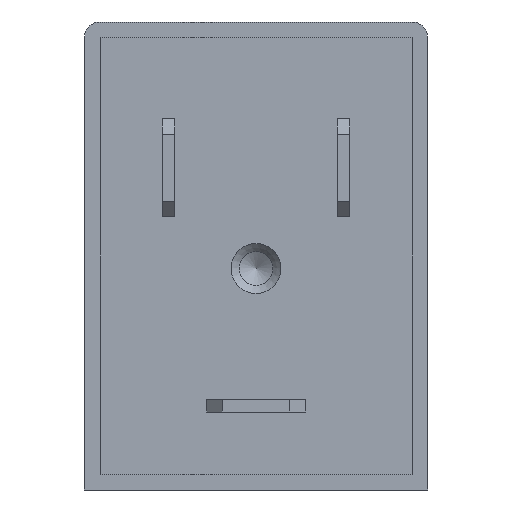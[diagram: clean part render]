
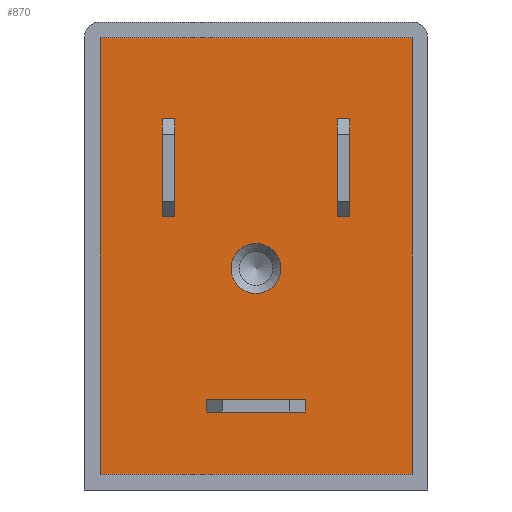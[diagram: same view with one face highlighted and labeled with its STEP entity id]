
A CAD part, front view. The second image highlights one B-rep face of the part: STEP entity #870.
In plain terms, the highlighted planar face has unit normal (0, -1, 0).
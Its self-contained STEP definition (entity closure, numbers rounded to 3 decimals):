
#64=FACE_BOUND('',#384,.T.);
#65=FACE_BOUND('',#385,.T.);
#66=FACE_BOUND('',#386,.T.);
#67=FACE_BOUND('',#387,.T.);
#68=FACE_BOUND('',#388,.T.);
#104=PLANE('',#943);
#137=LINE('',#1288,#220);
#143=LINE('',#1300,#226);
#145=LINE('',#1303,#228);
#153=LINE('',#1321,#236);
#164=LINE('',#1344,#247);
#173=LINE('',#1370,#256);
#175=LINE('',#1374,#258);
#176=LINE('',#1376,#259);
#178=LINE('',#1380,#261);
#180=LINE('',#1384,#263);
#181=LINE('',#1386,#264);
#182=LINE('',#1388,#265);
#183=LINE('',#1392,#266);
#186=LINE('',#1397,#269);
#188=LINE('',#1401,#271);
#190=LINE('',#1404,#273);
#220=VECTOR('',#1052,6.3);
#226=VECTOR('',#1062,6.3);
#228=VECTOR('',#1066,0.8);
#236=VECTOR('',#1078,6.3);
#247=VECTOR('',#1095,6.3);
#256=VECTOR('',#1124,0.8);
#258=VECTOR('',#1128,6.3);
#259=VECTOR('',#1131,0.8);
#261=VECTOR('',#1135,0.8);
#263=VECTOR('',#1139,6.3);
#264=VECTOR('',#1142,0.8);
#265=VECTOR('',#1145,0.8);
#266=VECTOR('',#1148,28.);
#269=VECTOR('',#1153,20.);
#271=VECTOR('',#1157,28.);
#273=VECTOR('',#1161,20.);
#384=EDGE_LOOP('',(#785));
#385=EDGE_LOOP('',(#786,#787,#788,#789));
#386=EDGE_LOOP('',(#790,#791,#792,#793));
#387=EDGE_LOOP('',(#794,#795,#796,#797));
#388=EDGE_LOOP('',(#798,#799,#800,#801));
#421=CIRCLE('',#929,1.6);
#461=VERTEX_POINT('',#1285);
#462=VERTEX_POINT('',#1287);
#465=VERTEX_POINT('',#1297);
#466=VERTEX_POINT('',#1299);
#473=VERTEX_POINT('',#1318);
#474=VERTEX_POINT('',#1320);
#482=VERTEX_POINT('',#1341);
#483=VERTEX_POINT('',#1343);
#488=VERTEX_POINT('',#1362);
#490=VERTEX_POINT('',#1368);
#491=VERTEX_POINT('',#1372);
#492=VERTEX_POINT('',#1378);
#493=VERTEX_POINT('',#1382);
#494=VERTEX_POINT('',#1390);
#495=VERTEX_POINT('',#1391);
#496=VERTEX_POINT('',#1396);
#497=VERTEX_POINT('',#1400);
#547=EDGE_CURVE('',#462,#461,#137,.T.);
#553=EDGE_CURVE('',#466,#465,#143,.T.);
#555=EDGE_CURVE('',#465,#462,#145,.T.);
#563=EDGE_CURVE('',#474,#473,#153,.T.);
#574=EDGE_CURVE('',#483,#482,#164,.T.);
#583=EDGE_CURVE('',#488,#488,#421,.T.);
#586=EDGE_CURVE('',#482,#490,#173,.T.);
#588=EDGE_CURVE('',#490,#491,#175,.T.);
#589=EDGE_CURVE('',#491,#483,#176,.T.);
#591=EDGE_CURVE('',#473,#492,#178,.T.);
#593=EDGE_CURVE('',#492,#493,#180,.T.);
#594=EDGE_CURVE('',#493,#474,#181,.T.);
#595=EDGE_CURVE('',#461,#466,#182,.T.);
#596=EDGE_CURVE('',#494,#495,#183,.T.);
#599=EDGE_CURVE('',#495,#496,#186,.T.);
#601=EDGE_CURVE('',#496,#497,#188,.T.);
#603=EDGE_CURVE('',#497,#494,#190,.T.);
#785=ORIENTED_EDGE('',*,*,#583,.T.);
#786=ORIENTED_EDGE('',*,*,#574,.T.);
#787=ORIENTED_EDGE('',*,*,#586,.T.);
#788=ORIENTED_EDGE('',*,*,#588,.T.);
#789=ORIENTED_EDGE('',*,*,#589,.T.);
#790=ORIENTED_EDGE('',*,*,#563,.T.);
#791=ORIENTED_EDGE('',*,*,#591,.T.);
#792=ORIENTED_EDGE('',*,*,#593,.T.);
#793=ORIENTED_EDGE('',*,*,#594,.T.);
#794=ORIENTED_EDGE('',*,*,#555,.T.);
#795=ORIENTED_EDGE('',*,*,#547,.T.);
#796=ORIENTED_EDGE('',*,*,#595,.T.);
#797=ORIENTED_EDGE('',*,*,#553,.T.);
#798=ORIENTED_EDGE('',*,*,#596,.F.);
#799=ORIENTED_EDGE('',*,*,#603,.F.);
#800=ORIENTED_EDGE('',*,*,#601,.F.);
#801=ORIENTED_EDGE('',*,*,#599,.F.);
#870=ADVANCED_FACE('',(#64,#65,#66,#67,#68),#104,.F.);
#929=AXIS2_PLACEMENT_3D('',#1363,#1115,#1116);
#943=AXIS2_PLACEMENT_3D('',#1405,#1162,#1163);
#1052=DIRECTION('',(1.,0.,0.));
#1062=DIRECTION('',(-1.,0.,0.));
#1066=DIRECTION('',(0.,0.,1.));
#1078=DIRECTION('',(0.,0.,1.));
#1095=DIRECTION('',(0.,0.,1.));
#1115=DIRECTION('center_axis',(0.,1.,0.));
#1116=DIRECTION('ref_axis',(1.,0.,0.));
#1124=DIRECTION('',(1.,0.,0.));
#1128=DIRECTION('',(0.,0.,-1.));
#1131=DIRECTION('',(-1.,0.,0.));
#1135=DIRECTION('',(1.,0.,0.));
#1139=DIRECTION('',(0.,0.,-1.));
#1142=DIRECTION('',(-1.,0.,0.));
#1145=DIRECTION('',(0.,0.,-1.));
#1148=DIRECTION('',(0.,0.,-1.));
#1153=DIRECTION('',(-1.,0.,0.));
#1157=DIRECTION('',(0.,0.,1.));
#1161=DIRECTION('',(1.,0.,0.));
#1162=DIRECTION('center_axis',(0.,1.,0.));
#1163=DIRECTION('ref_axis',(0.,0.,1.));
#1285=CARTESIAN_POINT('',(3.15,-16.5,5.8));
#1287=CARTESIAN_POINT('',(-3.15,-16.5,5.8));
#1288=CARTESIAN_POINT('',(-1.575,-16.5,5.8));
#1297=CARTESIAN_POINT('',(-3.15,-16.5,5.));
#1299=CARTESIAN_POINT('',(3.15,-16.5,5.));
#1300=CARTESIAN_POINT('',(1.575,-16.5,5.));
#1303=CARTESIAN_POINT('',(-3.15,-16.5,10.));
#1318=CARTESIAN_POINT('',(-6.,-16.5,23.8));
#1320=CARTESIAN_POINT('',(-6.,-16.5,17.5));
#1321=CARTESIAN_POINT('',(-6.,-16.5,16.25));
#1341=CARTESIAN_POINT('',(5.2,-16.5,23.8));
#1343=CARTESIAN_POINT('',(5.2,-16.5,17.5));
#1344=CARTESIAN_POINT('',(5.2,-16.5,16.25));
#1362=CARTESIAN_POINT('',(1.6,-16.5,14.2));
#1363=CARTESIAN_POINT('Origin',(0.,-16.5,14.2));
#1368=CARTESIAN_POINT('',(6.,-16.5,23.8));
#1370=CARTESIAN_POINT('',(2.6,-16.5,23.8));
#1372=CARTESIAN_POINT('',(6.,-16.5,17.5));
#1374=CARTESIAN_POINT('',(6.,-16.5,19.4));
#1376=CARTESIAN_POINT('',(3.,-16.5,17.5));
#1378=CARTESIAN_POINT('',(-5.2,-16.5,23.8));
#1380=CARTESIAN_POINT('',(-3.,-16.5,23.8));
#1382=CARTESIAN_POINT('',(-5.2,-16.5,17.5));
#1384=CARTESIAN_POINT('',(-5.2,-16.5,19.4));
#1386=CARTESIAN_POINT('',(-2.6,-16.5,17.5));
#1388=CARTESIAN_POINT('',(3.15,-16.5,10.4));
#1390=CARTESIAN_POINT('',(10.,-16.5,29.));
#1391=CARTESIAN_POINT('',(10.,-16.5,1.));
#1392=CARTESIAN_POINT('',(10.,-16.5,29.));
#1396=CARTESIAN_POINT('',(-10.,-16.5,1.));
#1397=CARTESIAN_POINT('',(10.,-16.5,1.));
#1400=CARTESIAN_POINT('',(-10.,-16.5,29.));
#1401=CARTESIAN_POINT('',(-10.,-16.5,1.));
#1404=CARTESIAN_POINT('',(-10.,-16.5,29.));
#1405=CARTESIAN_POINT('Origin',(0.,-16.5,15.));
